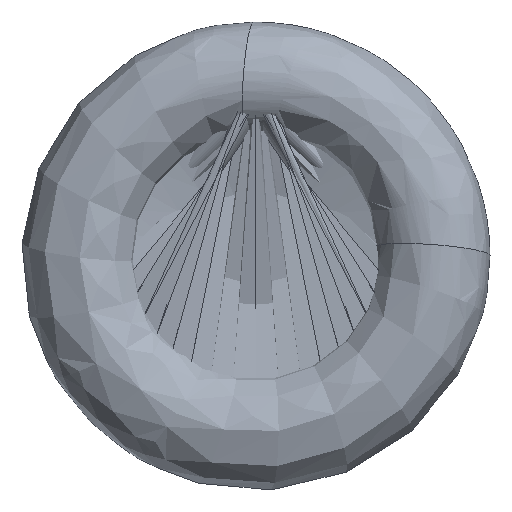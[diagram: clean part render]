
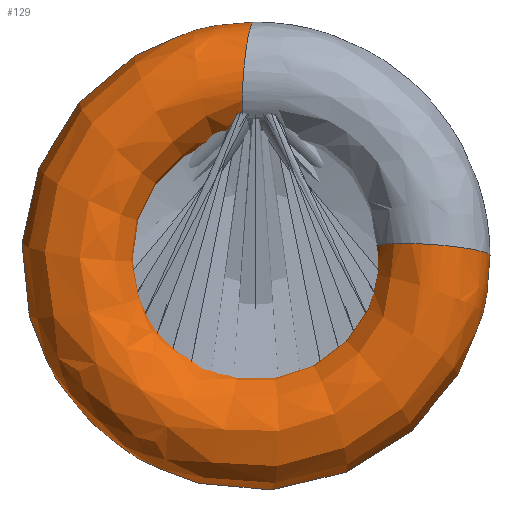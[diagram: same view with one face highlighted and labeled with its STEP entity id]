
A CAD part, left-side view. The second image highlights one B-rep face of the part: STEP entity #129.
In plain terms, the highlighted free-form (B-spline) face has degree [3, 3] with [7, 7] control points.
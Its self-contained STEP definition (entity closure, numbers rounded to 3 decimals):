
#129=ADVANCED_FACE('',(#142,#143),#140,.F.);
#140=(
BOUNDED_SURFACE()
B_SPLINE_SURFACE(3,3,((#296,#297,#298,#299,#300,#301,#302),(#303,#304,#305,
#306,#307,#308,#309),(#310,#311,#312,#313,#314,#315,#316),(#317,#318,#319,
#320,#321,#322,#323),(#324,#325,#326,#327,#328,#329,#330),(#331,#332,#333,
#334,#335,#336,#337),(#338,#339,#340,#341,#342,#343,#344)),
 .UNSPECIFIED.,.T.,.F.,.F.)
B_SPLINE_SURFACE_WITH_KNOTS((1,3,3,3,1),(4,3,4),(-0.5,0.,0.5,1.,1.5),(0.,
0.5,1.),.UNSPECIFIED.)
GEOMETRIC_REPRESENTATION_ITEM()
RATIONAL_B_SPLINE_SURFACE(((1.,0.589,0.589,1.,0.589,
0.589,1.),(0.333,0.196,0.196,
0.333,0.196,0.196,0.333),
(0.333,0.196,0.196,0.333,
0.196,0.196,0.333),(1.,0.589,
0.589,1.,0.589,0.589,1.),(0.333,
0.196,0.196,0.333,0.196,
0.196,0.333),(0.333,0.196,
0.196,0.333,0.196,0.196,
0.333),(1.,0.589,0.589,1.,0.589,
0.589,1.)))
REPRESENTATION_ITEM('')
SURFACE()
);
#142=FACE_BOUND('',#162,.T.);
#143=FACE_BOUND('',#163,.T.);
#162=EDGE_LOOP('',(#182));
#163=EDGE_LOOP('',(#183));
#182=ORIENTED_EDGE('',*,*,#213,.T.);
#183=ORIENTED_EDGE('',*,*,#214,.F.);
#202=VERTEX_POINT('',#293);
#203=VERTEX_POINT('',#295);
#213=EDGE_CURVE('',#202,#202,#223,.T.);
#214=EDGE_CURVE('',#203,#203,#224,.T.);
#223=CIRCLE('',#234,5.);
#224=CIRCLE('',#235,5.);
#234=AXIS2_PLACEMENT_3D('',#292,#254,#255);
#235=AXIS2_PLACEMENT_3D('',#294,#256,#257);
#254=DIRECTION('',(0.122,0.991,0.063));
#255=DIRECTION('',(0.993,-0.122,0.001));
#256=DIRECTION('',(0.122,-0.069,0.99));
#257=DIRECTION('',(0.993,0.,-0.122));
#292=CARTESIAN_POINT('',(4.963,0.484,15.014));
#293=CARTESIAN_POINT('',(9.925,-0.127,15.017));
#294=CARTESIAN_POINT('',(4.963,-15.016,0.392));
#295=CARTESIAN_POINT('',(9.925,-15.016,-0.219));
#296=CARTESIAN_POINT('',(9.925,-15.016,-0.219));
#297=CARTESIAN_POINT('',(9.925,-14.788,-15.901));
#298=CARTESIAN_POINT('',(9.925,-0.221,-21.713));
#299=CARTESIAN_POINT('',(9.925,10.741,-10.496));
#300=CARTESIAN_POINT('',(9.925,21.702,0.721));
#301=CARTESIAN_POINT('',(9.925,15.556,15.15));
#302=CARTESIAN_POINT('',(9.925,-0.127,15.017));
#303=CARTESIAN_POINT('',(10.01,-5.04,0.469));
#304=CARTESIAN_POINT('',(10.01,-5.53,-4.795));
#305=CARTESIAN_POINT('',(10.01,-0.857,-7.269));
#306=CARTESIAN_POINT('',(10.01,3.221,-3.905));
#307=CARTESIAN_POINT('',(10.01,7.299,-0.542));
#308=CARTESIAN_POINT('',(10.01,5.76,4.516));
#309=CARTESIAN_POINT('',(10.01,0.499,5.037));
#310=CARTESIAN_POINT('',(0.085,-5.04,1.69));
#311=CARTESIAN_POINT('',(0.085,-6.805,-3.574));
#312=CARTESIAN_POINT('',(0.085,-2.623,-7.225));
#313=CARTESIAN_POINT('',(0.085,2.354,-4.766));
#314=CARTESIAN_POINT('',(0.085,7.332,-2.308));
#315=CARTESIAN_POINT('',(0.085,6.974,3.233));
#316=CARTESIAN_POINT('',(0.085,1.721,5.03));
#317=CARTESIAN_POINT('',(0.,-15.016,1.003));
#318=CARTESIAN_POINT('',(0.,-16.064,-14.679));
#319=CARTESIAN_POINT('',(0.,-1.987,-21.67));
#320=CARTESIAN_POINT('',(0.,9.874,-11.358));
#321=CARTESIAN_POINT('',(0.,21.735,-1.045));
#322=CARTESIAN_POINT('',(0.,16.77,13.867));
#323=CARTESIAN_POINT('',(0.,1.095,15.01));
#324=CARTESIAN_POINT('',(-0.084,-24.992,0.316));
#325=CARTESIAN_POINT('',(-0.084,-25.322,-25.785));
#326=CARTESIAN_POINT('',(-0.084,-1.35,-36.114));
#327=CARTESIAN_POINT('',(-0.084,17.394,-17.949));
#328=CARTESIAN_POINT('',(-0.084,36.139,0.217));
#329=CARTESIAN_POINT('',(-0.084,26.566,24.501));
#330=CARTESIAN_POINT('',(-0.084,0.469,24.99));
#331=CARTESIAN_POINT('',(9.841,-24.992,-0.906));
#332=CARTESIAN_POINT('',(9.841,-24.046,-27.006));
#333=CARTESIAN_POINT('',(9.841,0.415,-36.158));
#334=CARTESIAN_POINT('',(9.841,18.261,-17.088));
#335=CARTESIAN_POINT('',(9.841,36.106,1.983));
#336=CARTESIAN_POINT('',(9.841,25.353,25.784));
#337=CARTESIAN_POINT('',(9.841,-0.753,24.997));
#338=CARTESIAN_POINT('',(9.925,-15.016,-0.219));
#339=CARTESIAN_POINT('',(9.925,-14.788,-15.901));
#340=CARTESIAN_POINT('',(9.925,-0.221,-21.713));
#341=CARTESIAN_POINT('',(9.925,10.741,-10.496));
#342=CARTESIAN_POINT('',(9.925,21.702,0.721));
#343=CARTESIAN_POINT('',(9.925,15.556,15.15));
#344=CARTESIAN_POINT('',(9.925,-0.127,15.017));
